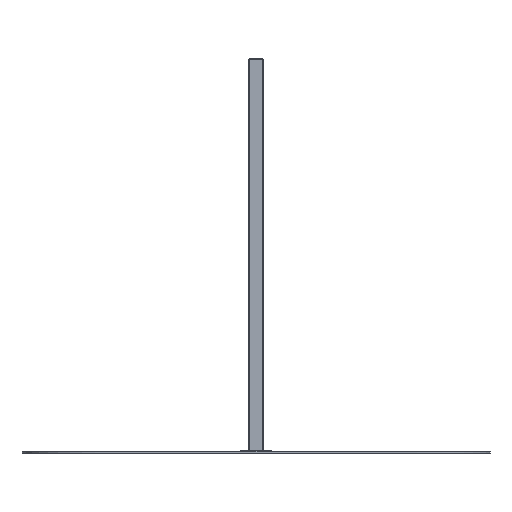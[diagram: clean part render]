
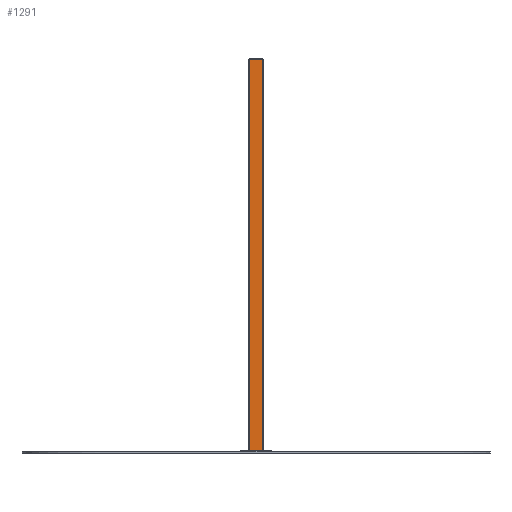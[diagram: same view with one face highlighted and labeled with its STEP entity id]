
A CAD part, left-side view. The second image highlights one B-rep face of the part: STEP entity #1291.
In plain terms, the highlighted planar face has unit normal (-1, 0, 0).
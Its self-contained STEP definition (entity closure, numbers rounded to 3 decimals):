
#1291=ADVANCED_FACE('',(#1785),#1787,.T.);
#1785=FACE_BOUND('',#1786,.T.);
#1786=EDGE_LOOP('',(#2161,#2162,#2163,#2164));
#1787=PLANE('',#1788);
#1788=AXIS2_PLACEMENT_3D('',#1789,#1790,#1791);
#1789=CARTESIAN_POINT('',(-50.,46.,0.));
#1790=DIRECTION('',(-1.,0.,0.));
#1791=DIRECTION('',(0.,-1.,0.));
#2161=ORIENTED_EDGE('',*,*,#2380,.T.);
#2162=ORIENTED_EDGE('',*,*,#2381,.T.);
#2163=ORIENTED_EDGE('',*,*,#2382,.F.);
#2164=ORIENTED_EDGE('',*,*,#2378,.F.);
#2378=EDGE_CURVE('',#2585,#2587,#2588,.T.);
#2380=EDGE_CURVE('',#2585,#2590,#2591,.T.);
#2381=EDGE_CURVE('',#2590,#2592,#2593,.T.);
#2382=EDGE_CURVE('',#2587,#2592,#2594,.T.);
#2585=VERTEX_POINT('',#3037);
#2587=VERTEX_POINT('',#3042);
#2588=LINE('',#3043,#3044);
#2590=VERTEX_POINT('',#3050);
#2591=LINE('',#3051,#3052);
#2592=VERTEX_POINT('',#3054);
#2593=LINE('',#3055,#3056);
#2594=LINE('',#3058,#3059);
#3037=CARTESIAN_POINT('',(-50.,46.,0.));
#3042=CARTESIAN_POINT('',(-50.,46.,2692.));
#3043=CARTESIAN_POINT('',(-50.,46.,0.));
#3044=VECTOR('',#3045,1.);
#3045=DIRECTION('',(0.,0.,1.));
#3050=CARTESIAN_POINT('',(-50.,-46.,0.));
#3051=CARTESIAN_POINT('',(-50.,46.,0.));
#3052=VECTOR('',#3053,1.);
#3053=DIRECTION('',(0.,-1.,0.));
#3054=CARTESIAN_POINT('',(-50.,-46.,2692.));
#3055=CARTESIAN_POINT('',(-50.,-46.,0.));
#3056=VECTOR('',#3057,1.);
#3057=DIRECTION('',(0.,0.,1.));
#3058=CARTESIAN_POINT('',(-50.,46.,2692.));
#3059=VECTOR('',#3060,1.);
#3060=DIRECTION('',(0.,-1.,0.));
